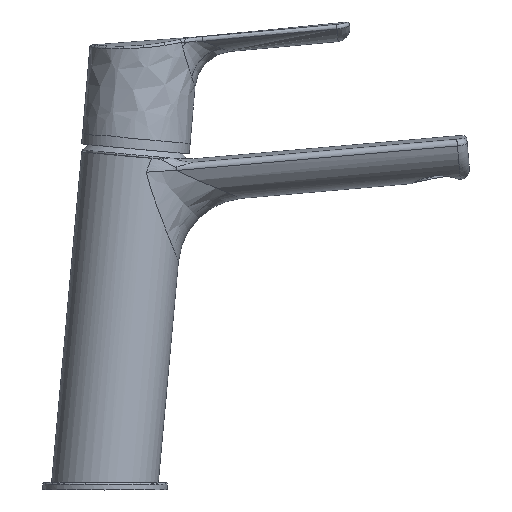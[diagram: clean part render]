
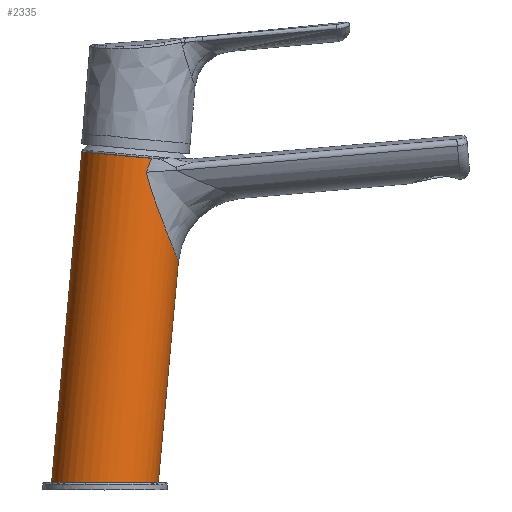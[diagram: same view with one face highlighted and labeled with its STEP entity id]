
A CAD part, front view. The second image highlights one B-rep face of the part: STEP entity #2335.
In plain terms, the highlighted cylindrical face has radius 21.3 mm (diameter 42.6 mm), a partial arc.
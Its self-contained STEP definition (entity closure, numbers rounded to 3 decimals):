
#18=ELLIPSE('',#2561,21.389,21.3);
#72=CYLINDRICAL_SURFACE('',#2578,21.3);
#144=CIRCLE('',#2553,21.3);
#246=LINE('',#5293,#355);
#247=LINE('',#5296,#356);
#355=VECTOR('',#2975,1.);
#356=VECTOR('',#2978,1.);
#517=FACE_OUTER_BOUND('',#660,.T.);
#660=EDGE_LOOP('',(#1990,#1991,#1992,#1993,#1994,#1995));
#752=B_SPLINE_CURVE_WITH_KNOTS('',3,(#5030,#5031,#5032,#5033,#5034),
 .UNSPECIFIED.,.F.,.F.,(4,1,4),(0.,0.5,1.),.UNSPECIFIED.);
#771=B_SPLINE_CURVE_WITH_KNOTS('',3,(#6627,#6628,#6629,#6630,#6631,#6632,
#6633,#6634,#6635,#6636,#6637,#6638),.UNSPECIFIED.,.F.,.F.,(4,1,1,1,1,1,
1,1,1,4),(0.,0.111,0.222,0.333,0.444,
0.556,0.667,0.778,0.889,
1.),.UNSPECIFIED.);
#1013=VERTEX_POINT('',#5027);
#1014=VERTEX_POINT('',#5029);
#1018=VERTEX_POINT('',#5060);
#1025=VERTEX_POINT('',#5291);
#1026=VERTEX_POINT('',#5292);
#1027=VERTEX_POINT('',#5294);
#1316=EDGE_CURVE('',#1014,#1013,#752,.T.);
#1322=EDGE_CURVE('',#1013,#1018,#144,.T.);
#1333=EDGE_CURVE('',#1025,#1026,#246,.T.);
#1335=EDGE_CURVE('',#1018,#1027,#247,.T.);
#1345=EDGE_CURVE('',#1026,#1014,#771,.T.);
#1346=EDGE_CURVE('',#1027,#1025,#18,.T.);
#1990=ORIENTED_EDGE('',*,*,#1333,.T.);
#1991=ORIENTED_EDGE('',*,*,#1345,.T.);
#1992=ORIENTED_EDGE('',*,*,#1316,.T.);
#1993=ORIENTED_EDGE('',*,*,#1322,.T.);
#1994=ORIENTED_EDGE('',*,*,#1335,.T.);
#1995=ORIENTED_EDGE('',*,*,#1346,.T.);
#2335=ADVANCED_FACE('',(#517),#72,.T.);
#2553=AXIS2_PLACEMENT_3D('',#5062,#2967,#2968);
#2561=AXIS2_PLACEMENT_3D('',#6640,#2989,#2990);
#2578=AXIS2_PLACEMENT_3D('',#7384,#3027,#3028);
#2967=DIRECTION('center_axis',(-0.091,0.005,
-0.996));
#2968=DIRECTION('ref_axis',(0.996,0.,-0.091));
#2975=DIRECTION('',(0.091,-0.005,0.996));
#2978=DIRECTION('',(-0.091,0.005,-0.996));
#2989=DIRECTION('center_axis',(0.,-0.005,1.));
#2990=DIRECTION('ref_axis',(1.,0.,0.));
#3027=DIRECTION('center_axis',(0.091,-0.005,
0.996));
#3028=DIRECTION('ref_axis',(0.996,0.,-0.091));
#5027=CARTESIAN_POINT('',(18.894,-19.762,132.883));
#5029=CARTESIAN_POINT('',(16.732,-20.221,127.346));
#5030=CARTESIAN_POINT('Ctrl Pts',(16.732,-20.221,127.346));
#5031=CARTESIAN_POINT('Ctrl Pts',(17.06,-20.167,128.284));
#5032=CARTESIAN_POINT('Ctrl Pts',(17.749,-20.036,130.144));
#5033=CARTESIAN_POINT('Ctrl Pts',(18.501,-19.861,131.975));
#5034=CARTESIAN_POINT('Ctrl Pts',(18.894,-19.762,132.883));
#5060=CARTESIAN_POINT('',(-9.122,0.4,135.536));
#5062=CARTESIAN_POINT('Origin',(12.09,0.409,133.6));
#5291=CARTESIAN_POINT('',(21.567,1.029,3.111));
#5292=CARTESIAN_POINT('',(29.634,0.609,91.48));
#5293=CARTESIAN_POINT('',(21.567,1.029,3.111));
#5294=CARTESIAN_POINT('',(-21.21,1.029,3.111));
#5296=CARTESIAN_POINT('',(-9.122,0.4,135.536));
#6627=CARTESIAN_POINT('Ctrl Pts',(29.634,0.609,91.48));
#6628=CARTESIAN_POINT('Ctrl Pts',(29.632,-1.187,91.476));
#6629=CARTESIAN_POINT('Ctrl Pts',(29.269,-4.513,92.377));
#6630=CARTESIAN_POINT('Ctrl Pts',(28.037,-8.618,95.474));
#6631=CARTESIAN_POINT('Ctrl Pts',(26.515,-11.76,99.329));
#6632=CARTESIAN_POINT('Ctrl Pts',(24.85,-14.236,103.59));
#6633=CARTESIAN_POINT('Ctrl Pts',(23.119,-16.186,108.083));
#6634=CARTESIAN_POINT('Ctrl Pts',(21.368,-17.712,112.728));
#6635=CARTESIAN_POINT('Ctrl Pts',(19.646,-18.876,117.485));
#6636=CARTESIAN_POINT('Ctrl Pts',(18.01,-19.72,122.341));
#6637=CARTESIAN_POINT('Ctrl Pts',(17.105,-20.085,125.661));
#6638=CARTESIAN_POINT('Ctrl Pts',(16.732,-20.221,127.346));
#6640=CARTESIAN_POINT('Origin',(0.179,1.029,3.111));
#7384=CARTESIAN_POINT('Origin',(0.,1.038,1.152));
